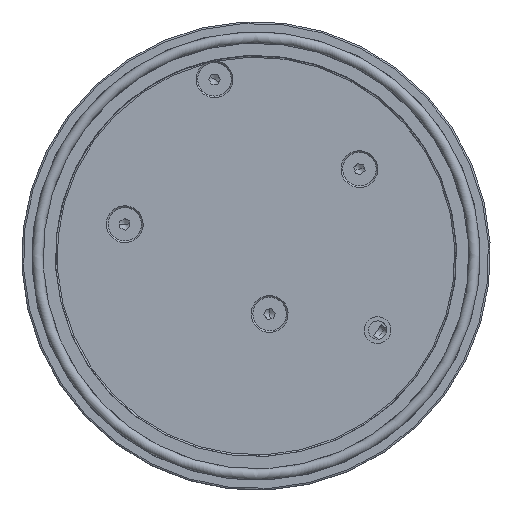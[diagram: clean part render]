
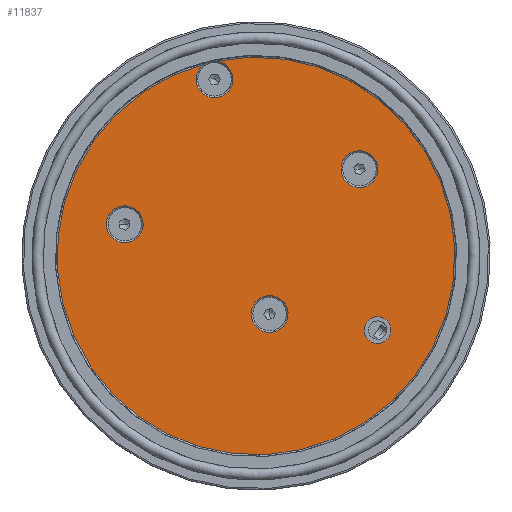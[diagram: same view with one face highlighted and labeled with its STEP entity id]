
A CAD part, front view. The second image highlights one B-rep face of the part: STEP entity #11837.
In plain terms, the highlighted planar face has unit normal (0, -1, 0).
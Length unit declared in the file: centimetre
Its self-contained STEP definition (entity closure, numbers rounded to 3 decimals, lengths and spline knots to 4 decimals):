
#650=CIRCLE('',#1117,0.55);
#652=CIRCLE('',#1120,0.55);
#654=CIRCLE('',#1124,5.94);
#657=CIRCLE('',#1128,0.55);
#659=CIRCLE('',#1131,0.55);
#664=CIRCLE('',#1141,0.4);
#1117=AXIS2_PLACEMENT_3D('',#15436,#3781,#3782);
#1120=AXIS2_PLACEMENT_3D('',#15441,#3787,#3788);
#1124=AXIS2_PLACEMENT_3D('',#15481,#3794,#3795);
#1128=AXIS2_PLACEMENT_3D('',#15487,#3802,#3803);
#1131=AXIS2_PLACEMENT_3D('',#15492,#3808,#3809);
#1141=AXIS2_PLACEMENT_3D('',#15507,#3827,#3828);
#1148=AXIS2_PLACEMENT_3D('',#15519,#3841,$);
#1777=PLANE('',#1148);
#3781=DIRECTION('',(0.,1.,0.));
#3782=DIRECTION('',(0.,0.,-0.55));
#3787=DIRECTION('',(0.,1.,0.));
#3788=DIRECTION('',(0.,0.,-0.55));
#3794=DIRECTION('',(0.,1.,0.));
#3795=DIRECTION('',(-5.94,0.,0.));
#3802=DIRECTION('',(0.,1.,0.));
#3803=DIRECTION('',(0.,0.,-0.55));
#3808=DIRECTION('',(0.,1.,0.));
#3809=DIRECTION('',(0.,0.,-0.55));
#3827=DIRECTION('',(0.,1.,0.));
#3828=DIRECTION('',(0.4,0.,0.));
#3841=DIRECTION('',(0.,-1.,0.));
#5428=VERTEX_POINT('',#15437);
#5430=VERTEX_POINT('',#15442);
#5431=VERTEX_POINT('',#15443);
#5434=VERTEX_POINT('',#15488);
#5436=VERTEX_POINT('',#15493);
#5441=VERTEX_POINT('',#15508);
#6988=EDGE_CURVE('',#5428,#5428,#650,.T.);
#6990=EDGE_CURVE('',#5430,#5431,#652,.T.);
#6993=EDGE_CURVE('',#5430,#5431,#654,.T.);
#6996=EDGE_CURVE('',#5434,#5434,#657,.T.);
#6998=EDGE_CURVE('',#5436,#5436,#659,.T.);
#7003=EDGE_CURVE('',#5441,#5441,#664,.T.);
#9180=ORIENTED_EDGE('',*,*,#6988,.T.);
#9181=ORIENTED_EDGE('',*,*,#6990,.T.);
#9182=ORIENTED_EDGE('',*,*,#6993,.F.);
#9183=ORIENTED_EDGE('',*,*,#6996,.T.);
#9184=ORIENTED_EDGE('',*,*,#6998,.T.);
#9185=ORIENTED_EDGE('',*,*,#7003,.T.);
#10389=EDGE_LOOP('',(#9180));
#10390=EDGE_LOOP('',(#9181,#9182));
#10391=EDGE_LOOP('',(#9183));
#10392=EDGE_LOOP('',(#9184));
#10393=EDGE_LOOP('',(#9185));
#11131=FACE_BOUND('',#10389,.T.);
#11132=FACE_BOUND('',#10390,.T.);
#11133=FACE_BOUND('',#10391,.T.);
#11134=FACE_BOUND('',#10392,.T.);
#11135=FACE_BOUND('',#10393,.T.);
#11837=ADVANCED_FACE('',(#11131,#11132,#11133,#11134,#11135),#1777,.T.);
#15436=CARTESIAN_POINT('',(3.6,0.08,1.82));
#15437=CARTESIAN_POINT('',(3.6,0.08,1.27));
#15441=CARTESIAN_POINT('',(0.,0.08,5.42));
#15442=CARTESIAN_POINT('',(0.1875,0.08,5.937));
#15443=CARTESIAN_POINT('',(-0.1875,0.08,5.937));
#15481=CARTESIAN_POINT('',(0.,0.08,0.));
#15487=CARTESIAN_POINT('',(-3.6,0.08,1.82));
#15488=CARTESIAN_POINT('',(-3.6,0.08,1.27));
#15492=CARTESIAN_POINT('',(0.,0.08,-1.78));
#15493=CARTESIAN_POINT('',(0.,0.08,-2.33));
#15507=CARTESIAN_POINT('',(3.0287,0.08,-2.9862));
#15508=CARTESIAN_POINT('',(2.6287,0.08,-2.9862));
#15519=CARTESIAN_POINT('',(-2.97,0.08,0.));
